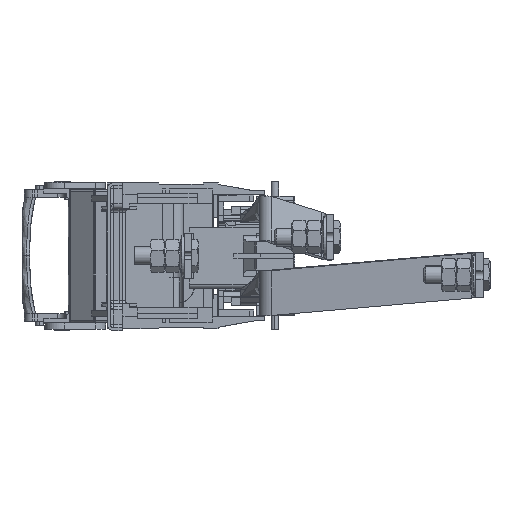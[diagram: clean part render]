
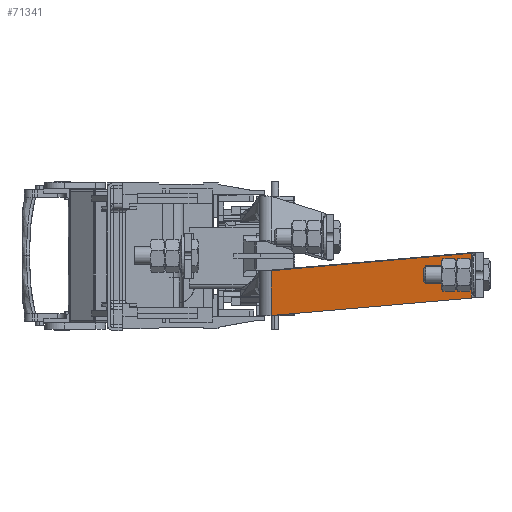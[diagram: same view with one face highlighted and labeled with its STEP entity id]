
A CAD part, left-side view. The second image highlights one B-rep face of the part: STEP entity #71341.
In plain terms, the highlighted planar face has unit normal (-0.996, 0, -0.087).
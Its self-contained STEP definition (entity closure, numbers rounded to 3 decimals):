
#2461 = CARTESIAN_POINT ( 'NONE',  ( -15.068, 15., 8.017 ) ) ;
#7332 = CARTESIAN_POINT ( 'NONE',  ( -15.068, -119., 8.017 ) ) ;
#8821 = LINE ( 'NONE', #2461, #64354 ) ;
#12695 = DIRECTION ( 'NONE',  ( 0.996, 0., 0.087 ) ) ;
#14899 = VECTOR ( 'NONE', #14935, 1000. ) ;
#14935 = DIRECTION ( 'NONE',  ( 0.087, 0., -0.996 ) ) ;
#15320 = VECTOR ( 'NONE', #81679, 1000. ) ;
#23736 = ORIENTED_EDGE ( 'NONE', *, *, #71549, .F. ) ;
#31890 = CARTESIAN_POINT ( 'NONE',  ( -17.008, 15., 30.185 ) ) ;
#34023 = EDGE_LOOP ( 'NONE', ( #90450, #83387, #45246, #23736 ) ) ;
#34565 = DIRECTION ( 'NONE',  ( 0.087, 0., -0.996 ) ) ;
#36638 = CARTESIAN_POINT ( 'NONE',  ( -18.03, -119., 41.864 ) ) ;
#38867 = CARTESIAN_POINT ( 'NONE',  ( -16.282, -234.026, 21.889 ) ) ;
#39506 = VECTOR ( 'NONE', #86204, 1000. ) ;
#39799 = CARTESIAN_POINT ( 'NONE',  ( -14.383, 15., 0.185 ) ) ;
#41988 = LINE ( 'NONE', #38867, #39506 ) ;
#44084 = CARTESIAN_POINT ( 'NONE',  ( -15.068, 68.561, 8.017 ) ) ;
#44512 = AXIS2_PLACEMENT_3D ( 'NONE', #44084, #12695, #67902 ) ;
#45246 = ORIENTED_EDGE ( 'NONE', *, *, #52735, .T. ) ;
#49886 = CARTESIAN_POINT ( 'NONE',  ( -18.887, -231.412, 51.661 ) ) ;
#52041 = PLANE ( 'NONE',  #44512 ) ;
#52735 = EDGE_CURVE ( 'NONE', #97446, #78290, #8821, .T. ) ;
#56859 = LINE ( 'NONE', #7332, #14899 ) ;
#59366 = FACE_OUTER_BOUND ( 'NONE', #34023, .T. ) ;
#63744 = CARTESIAN_POINT ( 'NONE',  ( -15.405, -119., 11.864 ) ) ;
#64354 = VECTOR ( 'NONE', #34565, 1000. ) ;
#67902 = DIRECTION ( 'NONE',  ( 0.008, 0.996, -0.087 ) ) ;
#71341 = ADVANCED_FACE ( 'NONE', ( #59366 ), #52041, .F. ) ;
#71549 = EDGE_CURVE ( 'NONE', #71621, #78290, #41988, .T. ) ;
#71621 = VERTEX_POINT ( 'NONE', #63744 ) ;
#75823 = LINE ( 'NONE', #49886, #15320 ) ;
#78290 = VERTEX_POINT ( 'NONE', #39799 ) ;
#81679 = DIRECTION ( 'NONE',  ( -0.008, -0.996, 0.087 ) ) ;
#83387 = ORIENTED_EDGE ( 'NONE', *, *, #87568, .F. ) ;
#86204 = DIRECTION ( 'NONE',  ( 0.008, 0.996, -0.087 ) ) ;
#87568 = EDGE_CURVE ( 'NONE', #97446, #100377, #75823, .T. ) ;
#90450 = ORIENTED_EDGE ( 'NONE', *, *, #100539, .F. ) ;
#97446 = VERTEX_POINT ( 'NONE', #31890 ) ;
#100377 = VERTEX_POINT ( 'NONE', #36638 ) ;
#100539 = EDGE_CURVE ( 'NONE', #100377, #71621, #56859, .T. ) ;
